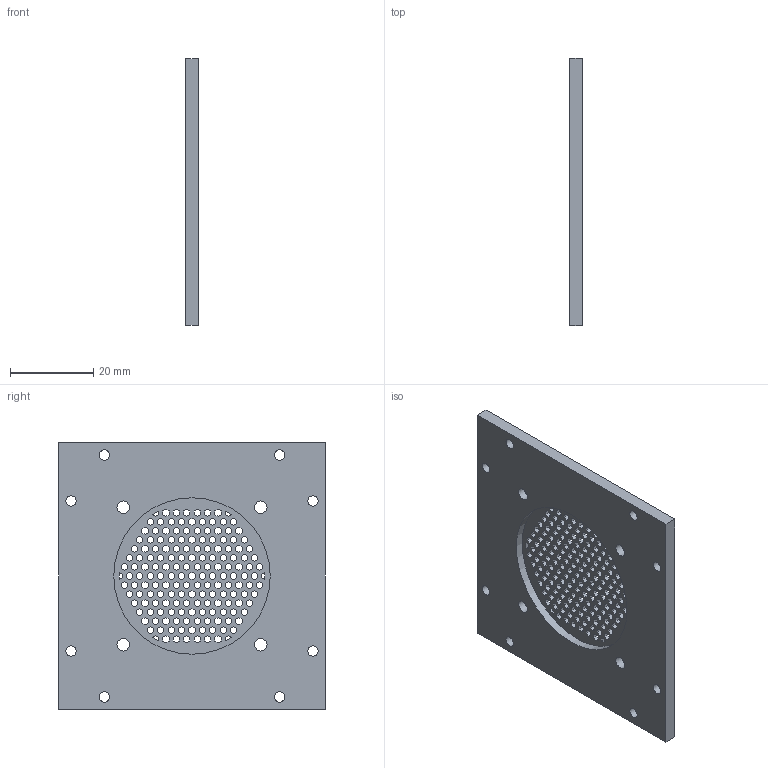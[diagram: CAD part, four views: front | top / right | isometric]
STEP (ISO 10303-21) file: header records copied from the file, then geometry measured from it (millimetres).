
FILE_DESCRIPTION(/* description */ (''),/* implementation_level */ '2;1');
FILE_NAME(/* name */ 'Right.step',/* time_stamp */ '2020-12-19T10:22:35+01:00',/* author */ (''),/* organization */ (''),/* preprocessor_version */ 'ST-DEVELOPER v18.1',/* originating_system */ 'Autodesk Translation Framework v9.7.0.1280',/* authorisation */ '');
FILE_SCHEMA (('AUTOMOTIVE_DESIGN { 1 0 10303 214 3 1 1 }'));
Length unit declared in the file: millimetre
Products named in the file (1): Right
Bounding box: 3 x 64 x 64 mm (x, y, z)
Volume: 9490.2 mm3; surface area: 9544.6 mm2
Topology: 1 solids, 1 shells, 1034 faces, 3081 edges, 2050 vertices
Faces by surface type: plane 1003, cylinder 19, cone 12
Full cylindrical faces by diameter (mm): 2.5 x8, 3 x4, 37.5 x1
Entity records: 34763 total; most frequent: CARTESIAN_POINT 6166, ORIENTED_EDGE 6162, DIRECTION 5201, EDGE_CURVE 3081, LINE 3031, VECTOR 3031, VERTEX_POINT 2050, EDGE_LOOP 1397
